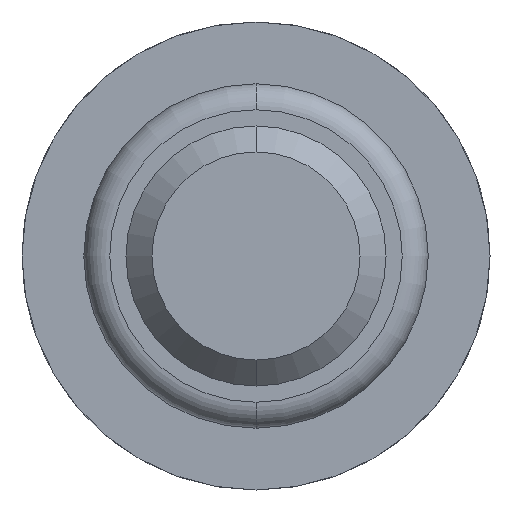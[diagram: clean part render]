
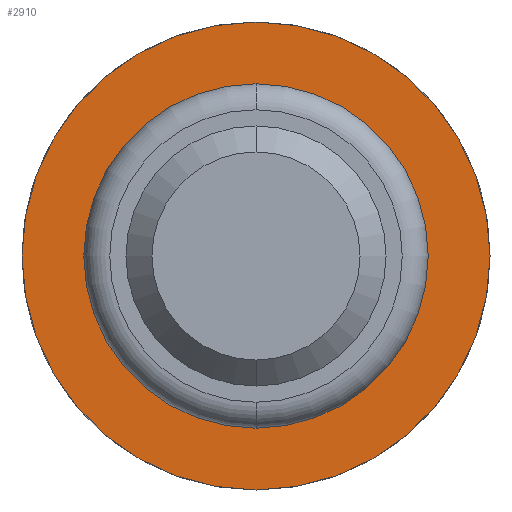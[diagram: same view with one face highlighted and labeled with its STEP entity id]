
A CAD part, front view. The second image highlights one B-rep face of the part: STEP entity #2910.
In plain terms, the highlighted planar face has unit normal (0, -1, 0).
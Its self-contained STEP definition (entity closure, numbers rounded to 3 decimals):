
#70 = EDGE_CURVE ( 'Defeature ausgef�hrt4_12+Defeature ausgef�hrt4_13+Defeature ausgef�hrt4_13+Defeature ausgef�hrt4_13', #439, #3477, #2413, .T. ) ;
#158 = EDGE_LOOP ( 'NONE', ( #683, #4914 ) ) ;
#223 = VERTEX_POINT ( 'NONE', #778 ) ;
#246 = DIRECTION ( 'NONE',  ( 0., 0., 1. ) ) ;
#382 = EDGE_LOOP ( 'NONE', ( #2404, #745 ) ) ;
#439 = VERTEX_POINT ( 'NONE', #4180 ) ;
#466 = EDGE_CURVE ( 'Defeature ausgef�hrt4_13+Defeature ausgef�hrt4_14+Defeature ausgef�hrt4_14+Defeature ausgef�hrt4_14', #4922, #223, #1604, .T. ) ;
#683 = ORIENTED_EDGE ( 'NONE', *, *, #1577, .T. ) ;
#732 = CIRCLE ( 'NONE', #2121, 1.325 ) ;
#745 = ORIENTED_EDGE ( 'NONE', *, *, #1046, .F. ) ;
#778 = CARTESIAN_POINT ( 'NONE',  ( 0., -1.8, 1.325 ) ) ;
#1014 = AXIS2_PLACEMENT_3D ( 'NONE', #2684, #2273, #3459 ) ;
#1046 = EDGE_CURVE ( 'Defeature ausgef�hrt4_12+Defeature ausgef�hrt4_13+Defeature ausgef�hrt4_13+Defeature ausgef�hrt4_13', #3477, #439, #5055, .T. ) ;
#1417 = CARTESIAN_POINT ( 'NONE',  ( 0., -1.8, 0. ) ) ;
#1577 = EDGE_CURVE ( 'Defeature ausgef�hrt4_13+Defeature ausgef�hrt4_14+Defeature ausgef�hrt4_14+Defeature ausgef�hrt4_14', #223, #4922, #732, .T. ) ;
#1604 = CIRCLE ( 'NONE', #3233, 1.325 ) ;
#1682 = CARTESIAN_POINT ( 'NONE',  ( 1.8, -1.8, 0. ) ) ;
#2121 = AXIS2_PLACEMENT_3D ( 'NONE', #2622, #3917, #5048 ) ;
#2171 = AXIS2_PLACEMENT_3D ( 'NONE', #2677, #5122, #246 ) ;
#2273 = DIRECTION ( 'NONE',  ( 0., 1., 0. ) ) ;
#2404 = ORIENTED_EDGE ( 'NONE', *, *, #70, .F. ) ;
#2413 = CIRCLE ( 'NONE', #1014, 1.8 ) ;
#2468 = DIRECTION ( 'NONE',  ( 0., 1., 0. ) ) ;
#2485 = DIRECTION ( 'NONE',  ( 0., 0., 1. ) ) ;
#2622 = CARTESIAN_POINT ( 'NONE',  ( 0., -1.8, 0. ) ) ;
#2677 = CARTESIAN_POINT ( 'NONE',  ( 0., -1.8, 0. ) ) ;
#2684 = CARTESIAN_POINT ( 'NONE',  ( 0., -1.8, 0. ) ) ;
#2910 = ADVANCED_FACE ( 'Defeature ausgef�hrt4_13', ( #3988, #3608 ), #3715, .F. ) ;
#3233 = AXIS2_PLACEMENT_3D ( 'NONE', #1417, #5021, #3843 ) ;
#3459 = DIRECTION ( 'NONE',  ( 0., 0., 1. ) ) ;
#3477 = VERTEX_POINT ( 'NONE', #4536 ) ;
#3608 = FACE_BOUND ( 'NONE', #158, .T. ) ;
#3715 = PLANE ( 'NONE',  #4685 ) ;
#3843 = DIRECTION ( 'NONE',  ( 0., 0., 1. ) ) ;
#3917 = DIRECTION ( 'NONE',  ( 0., 1., 0. ) ) ;
#3988 = FACE_OUTER_BOUND ( 'NONE', #382, .T. ) ;
#4180 = CARTESIAN_POINT ( 'NONE',  ( 0., -1.8, 1.8 ) ) ;
#4536 = CARTESIAN_POINT ( 'NONE',  ( 0., -1.8, -1.8 ) ) ;
#4685 = AXIS2_PLACEMENT_3D ( 'NONE', #1682, #2468, #2485 ) ;
#4914 = ORIENTED_EDGE ( 'NONE', *, *, #466, .T. ) ;
#4922 = VERTEX_POINT ( 'NONE', #4988 ) ;
#4988 = CARTESIAN_POINT ( 'NONE',  ( 0., -1.8, -1.325 ) ) ;
#5021 = DIRECTION ( 'NONE',  ( 0., 1., 0. ) ) ;
#5048 = DIRECTION ( 'NONE',  ( 0., 0., 1. ) ) ;
#5055 = CIRCLE ( 'NONE', #2171, 1.8 ) ;
#5122 = DIRECTION ( 'NONE',  ( 0., 1., 0. ) ) ;
